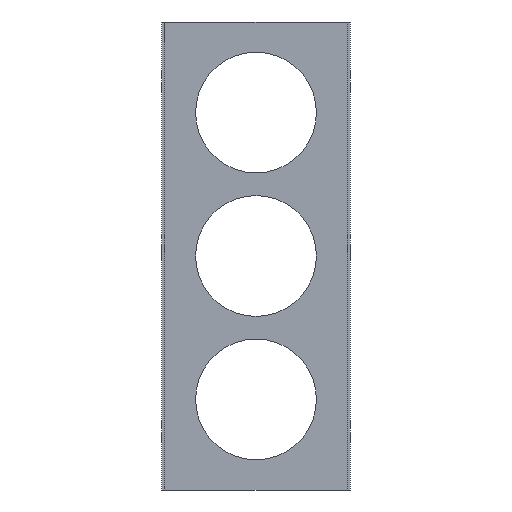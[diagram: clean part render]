
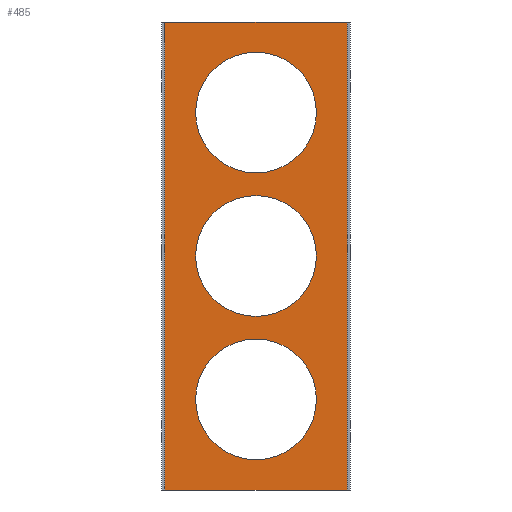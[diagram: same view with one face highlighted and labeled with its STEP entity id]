
A CAD part, front view. The second image highlights one B-rep face of the part: STEP entity #485.
In plain terms, the highlighted planar face has unit normal (0, -1, 0).
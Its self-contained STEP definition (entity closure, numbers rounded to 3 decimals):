
#28=FACE_BOUND('',#106,.T.);
#29=FACE_BOUND('',#107,.T.);
#30=FACE_BOUND('',#108,.T.);
#46=PLANE('',#554);
#69=FACE_OUTER_BOUND('',#105,.T.);
#105=EDGE_LOOP('',(#417,#418,#419,#420));
#106=EDGE_LOOP('',(#421));
#107=EDGE_LOOP('',(#422));
#108=EDGE_LOOP('',(#423));
#141=LINE('',#788,#178);
#152=LINE('',#809,#189);
#153=LINE('',#812,#190);
#154=LINE('',#813,#191);
#178=VECTOR('',#659,10.);
#189=VECTOR('',#678,10.);
#190=VECTOR('',#681,10.);
#191=VECTOR('',#682,10.);
#198=CIRCLE('',#512,40.);
#200=CIRCLE('',#515,40.);
#202=CIRCLE('',#518,40.);
#224=VERTEX_POINT('',#700);
#226=VERTEX_POINT('',#706);
#228=VERTEX_POINT('',#712);
#254=VERTEX_POINT('',#785);
#255=VERTEX_POINT('',#787);
#261=VERTEX_POINT('',#807);
#262=VERTEX_POINT('',#811);
#267=EDGE_CURVE('',#224,#224,#198,.T.);
#270=EDGE_CURVE('',#226,#226,#200,.T.);
#273=EDGE_CURVE('',#228,#228,#202,.T.);
#309=EDGE_CURVE('',#254,#255,#141,.T.);
#320=EDGE_CURVE('',#261,#254,#152,.T.);
#321=EDGE_CURVE('',#262,#261,#153,.T.);
#322=EDGE_CURVE('',#262,#255,#154,.T.);
#417=ORIENTED_EDGE('',*,*,#320,.F.);
#418=ORIENTED_EDGE('',*,*,#321,.F.);
#419=ORIENTED_EDGE('',*,*,#322,.T.);
#420=ORIENTED_EDGE('',*,*,#309,.F.);
#421=ORIENTED_EDGE('',*,*,#267,.T.);
#422=ORIENTED_EDGE('',*,*,#270,.T.);
#423=ORIENTED_EDGE('',*,*,#273,.T.);
#485=ADVANCED_FACE('',(#69,#28,#29,#30),#46,.T.);
#512=AXIS2_PLACEMENT_3D('',#702,#566,#567);
#515=AXIS2_PLACEMENT_3D('',#708,#573,#574);
#518=AXIS2_PLACEMENT_3D('',#714,#580,#581);
#554=AXIS2_PLACEMENT_3D('',#810,#679,#680);
#566=DIRECTION('center_axis',(0.,1.,0.));
#567=DIRECTION('ref_axis',(-1.,0.,0.));
#573=DIRECTION('center_axis',(0.,1.,0.));
#574=DIRECTION('ref_axis',(-1.,0.,0.));
#580=DIRECTION('center_axis',(0.,1.,0.));
#581=DIRECTION('ref_axis',(-1.,0.,0.));
#659=DIRECTION('',(-1.,0.,0.));
#678=DIRECTION('',(0.,0.,-1.));
#679=DIRECTION('center_axis',(0.,-1.,0.));
#680=DIRECTION('ref_axis',(1.,0.,0.));
#681=DIRECTION('',(1.,0.,0.));
#682=DIRECTION('',(0.,0.,-1.));
#700=CARTESIAN_POINT('',(102.5,23.,-95.));
#702=CARTESIAN_POINT('Origin',(62.5,23.,-95.));
#706=CARTESIAN_POINT('',(102.5,23.,95.));
#708=CARTESIAN_POINT('Origin',(62.5,23.,95.));
#712=CARTESIAN_POINT('',(102.5,23.,0.));
#714=CARTESIAN_POINT('Origin',(62.5,23.,0.));
#785=CARTESIAN_POINT('',(123.,23.,-155.));
#787=CARTESIAN_POINT('',(2.,23.,-155.));
#788=CARTESIAN_POINT('',(123.,23.,-155.));
#807=CARTESIAN_POINT('',(123.,23.,155.));
#809=CARTESIAN_POINT('',(123.,23.,0.));
#810=CARTESIAN_POINT('Origin',(2.,23.,0.));
#811=CARTESIAN_POINT('',(2.,23.,155.));
#812=CARTESIAN_POINT('',(123.,23.,155.));
#813=CARTESIAN_POINT('',(2.,23.,0.));
